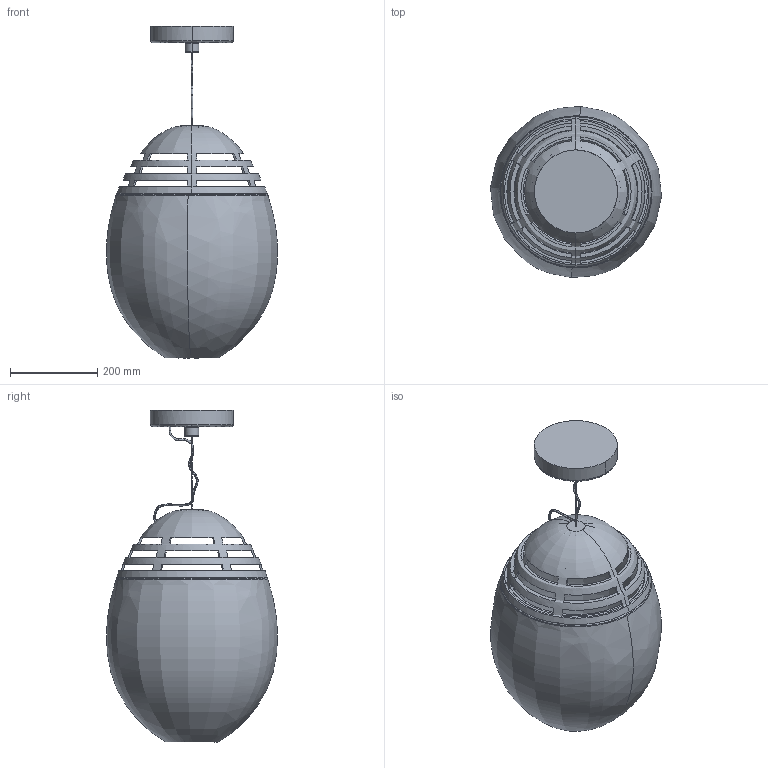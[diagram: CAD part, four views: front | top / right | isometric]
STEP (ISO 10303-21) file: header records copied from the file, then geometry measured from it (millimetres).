
FILE_DESCRIPTION(/* description */ (''),/* implementation_level */ '2;1');
FILE_NAME(/* name */ '190000_Incalmo sosp',/* time_stamp */ '2016-05-18T14:17:23+02:00',/* author */ (''),/* organization */ (''),/* preprocessor_version */ 'ST-DEVELOPER v10',/* originating_system */ '',/* authorisation */ '');
FILE_SCHEMA (('CONFIG_CONTROL_DESIGN'));
Length unit declared in the file: millimetre
Products named in the file (1): 1
Bounding box: 391.69 x 391.69 x 759.88 mm (x, y, z)
Volume: 4767478 mm3; surface area: 1331968.9 mm2
Topology: 5 solids, 7 shells, 192 faces, 485 edges, 309 vertices
Faces by surface type: bspline 140, plane 52
Entity records: 10753 total; most frequent: CARTESIAN_POINT 7984, ORIENTED_EDGE 949, EDGE_CURVE 476, VERTEX_POINT 301, EDGE_LOOP 235, ADVANCED_FACE 192, FACE_OUTER_BOUND 192, B_SPLINE_CURVE_WITH_KNOTS 96
